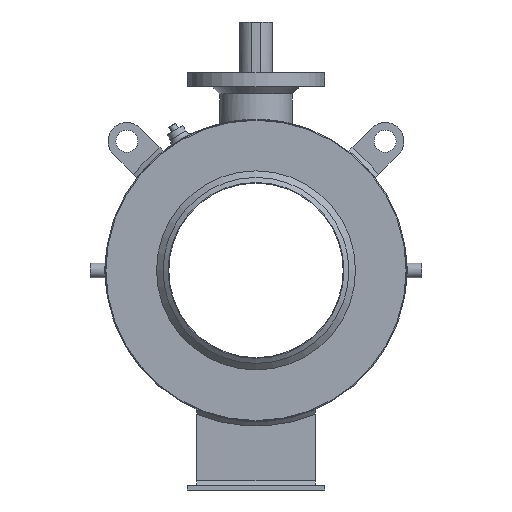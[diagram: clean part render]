
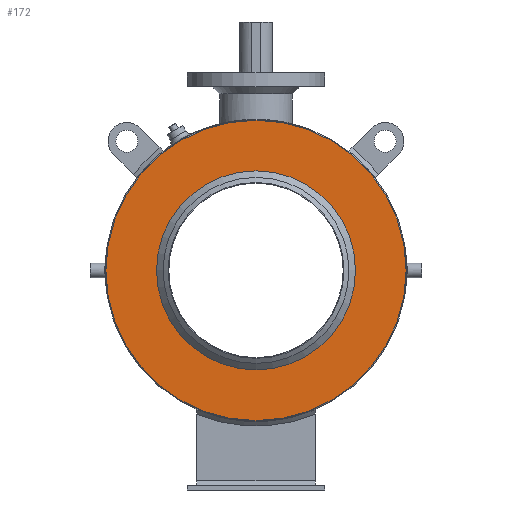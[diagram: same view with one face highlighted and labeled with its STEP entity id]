
A CAD part, left-side view. The second image highlights one B-rep face of the part: STEP entity #172.
In plain terms, the highlighted planar face has unit normal (-1, 0, 0).
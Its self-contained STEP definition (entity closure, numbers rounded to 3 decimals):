
#172 = ADVANCED_FACE( '', ( #448, #449 ), #450, .F. );
#448 = FACE_OUTER_BOUND( '', #909, .T. );
#449 = FACE_BOUND( '', #910, .T. );
#450 = PLANE( '', #911 );
#909 = EDGE_LOOP( '', ( #2522 ) );
#910 = EDGE_LOOP( '', ( #2523 ) );
#911 = AXIS2_PLACEMENT_3D( '', #2524, #2525, #2526 );
#2522 = ORIENTED_EDGE( '', *, *, #3398, .T. );
#2523 = ORIENTED_EDGE( '', *, *, #3422, .F. );
#2524 = CARTESIAN_POINT( '', ( -281., 0., 330.2 ) );
#2525 = DIRECTION( '', ( 1., 0., 0. ) );
#2526 = DIRECTION( '', ( 0., 0., -1. ) );
#3398 = EDGE_CURVE( '', #3779, #3779, #3780, .F. );
#3422 = EDGE_CURVE( '', #3822, #3822, #3823, .F. );
#3779 = VERTEX_POINT( '', #4337 );
#3780 = CIRCLE( '', #4338, 328.2 );
#3822 = VERTEX_POINT( '', #4404 );
#3823 = CIRCLE( '', #4405, 217.5 );
#4337 = CARTESIAN_POINT( '', ( -281., 0., -328.2 ) );
#4338 = AXIS2_PLACEMENT_3D( '', #6189, #6190, #6191 );
#4404 = CARTESIAN_POINT( '', ( -281., 0., -217.5 ) );
#4405 = AXIS2_PLACEMENT_3D( '', #6210, #6211, #6212 );
#6189 = CARTESIAN_POINT( '', ( -281., 0., 0. ) );
#6190 = DIRECTION( '', ( 1., 0., 0. ) );
#6191 = DIRECTION( '', ( 0., 0., -1. ) );
#6210 = CARTESIAN_POINT( '', ( -281., 0., 0. ) );
#6211 = DIRECTION( '', ( 1., 0., 0. ) );
#6212 = DIRECTION( '', ( 0., 0., -1. ) );
